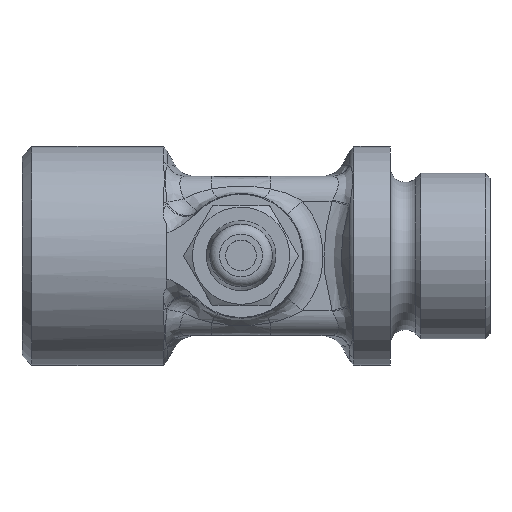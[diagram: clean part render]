
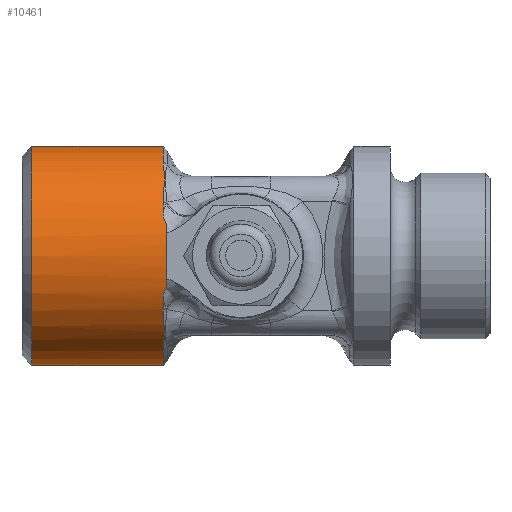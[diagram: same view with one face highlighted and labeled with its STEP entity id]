
A CAD part, top view. The second image highlights one B-rep face of the part: STEP entity #10461.
In plain terms, the highlighted cylindrical face has radius 11 mm (diameter 22 mm), a full revolution.
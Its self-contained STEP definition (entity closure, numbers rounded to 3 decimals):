
#330=CIRCLE('',#10761,11.);
#334=CIRCLE('',#10766,11.);
#337=CIRCLE('',#10770,11.);
#339=CIRCLE('',#10773,11.);
#351=CIRCLE('',#10788,11.);
#352=CIRCLE('',#10790,11.);
#353=CIRCLE('',#10791,11.);
#354=CIRCLE('',#10792,11.);
#412=CYLINDRICAL_SURFACE('',#10789,11.);
#3455=ORIENTED_EDGE('',*,*,#4625,.T.);
#3456=ORIENTED_EDGE('',*,*,#4624,.F.);
#3457=ORIENTED_EDGE('',*,*,#4622,.F.);
#3458=ORIENTED_EDGE('',*,*,#4620,.F.);
#3459=ORIENTED_EDGE('',*,*,#4618,.F.);
#3460=ORIENTED_EDGE('',*,*,#4615,.F.);
#3461=ORIENTED_EDGE('',*,*,#4647,.F.);
#3462=ORIENTED_EDGE('',*,*,#4648,.T.);
#3463=ORIENTED_EDGE('',*,*,#4649,.T.);
#3464=ORIENTED_EDGE('',*,*,#4650,.T.);
#3465=ORIENTED_EDGE('',*,*,#4651,.T.);
#3466=ORIENTED_EDGE('',*,*,#4652,.F.);
#3467=ORIENTED_EDGE('',*,*,#4626,.F.);
#3468=ORIENTED_EDGE('',*,*,#4612,.F.);
#4612=EDGE_CURVE('',#5373,#5374,#330,.F.);
#4615=EDGE_CURVE('',#5376,#5377,#5844,.T.);
#4618=EDGE_CURVE('',#5377,#5378,#334,.F.);
#4620=EDGE_CURVE('',#5378,#5379,#5846,.T.);
#4622=EDGE_CURVE('',#5379,#5380,#337,.F.);
#4624=EDGE_CURVE('',#5380,#5373,#5847,.T.);
#4625=EDGE_CURVE('',#5381,#5381,#339,.F.);
#4626=EDGE_CURVE('',#5374,#5382,#5848,.T.);
#4647=EDGE_CURVE('',#5392,#5376,#351,.F.);
#4648=EDGE_CURVE('',#5392,#5393,#5858,.T.);
#4649=EDGE_CURVE('',#5393,#5394,#352,.T.);
#4650=EDGE_CURVE('',#5394,#5395,#353,.T.);
#4651=EDGE_CURVE('',#5395,#5396,#5859,.T.);
#4652=EDGE_CURVE('',#5382,#5396,#354,.F.);
#5373=VERTEX_POINT('',#18971);
#5374=VERTEX_POINT('',#18973);
#5376=VERTEX_POINT('',#18998);
#5377=VERTEX_POINT('',#19004);
#5378=VERTEX_POINT('',#19012);
#5379=VERTEX_POINT('',#19040);
#5380=VERTEX_POINT('',#19044);
#5381=VERTEX_POINT('',#19074);
#5382=VERTEX_POINT('',#19101);
#5392=VERTEX_POINT('',#19271);
#5393=VERTEX_POINT('',#19279);
#5394=VERTEX_POINT('',#19281);
#5395=VERTEX_POINT('',#19283);
#5396=VERTEX_POINT('',#19289);
#5844=B_SPLINE_CURVE_WITH_KNOTS('',3,(#18999,#19000,#19001,#19002,#19003),
 .UNSPECIFIED.,.F.,.F.,(4,1,4),(0.,0.003,0.006),
 .UNSPECIFIED.);
#5846=B_SPLINE_CURVE_WITH_KNOTS('',3,(#19035,#19036,#19037,#19038,#19039),
 .UNSPECIFIED.,.F.,.F.,(4,1,4),(0.,0.003,
0.006),.UNSPECIFIED.);
#5847=B_SPLINE_CURVE_WITH_KNOTS('',3,(#19067,#19068,#19069,#19070,#19071),
 .UNSPECIFIED.,.F.,.F.,(4,1,4),(0.,0.003,
0.006),.UNSPECIFIED.);
#5848=B_SPLINE_CURVE_WITH_KNOTS('',3,(#19096,#19097,#19098,#19099,#19100),
 .UNSPECIFIED.,.F.,.F.,(4,1,4),(0.,0.003,0.006),
 .UNSPECIFIED.);
#5858=B_SPLINE_CURVE_WITH_KNOTS('',3,(#19274,#19275,#19276,#19277,#19278),
 .UNSPECIFIED.,.F.,.F.,(4,1,4),(0.,0.001,
0.001),.UNSPECIFIED.);
#5859=B_SPLINE_CURVE_WITH_KNOTS('',3,(#19284,#19285,#19286,#19287,#19288),
 .UNSPECIFIED.,.F.,.F.,(4,1,4),(0.,0.001,
0.001),.UNSPECIFIED.);
#6310=EDGE_LOOP('',(#3455));
#6311=EDGE_LOOP('',(#3456,#3457,#3458,#3459,#3460,#3461,#3462,#3463,#3464,
#3465,#3466,#3467,#3468));
#6809=FACE_BOUND('',#6310,.T.);
#6810=FACE_BOUND('',#6311,.T.);
#10461=ADVANCED_FACE('',(#6809,#6810),#412,.T.);
#10761=AXIS2_PLACEMENT_3D('',#18972,#11875,#11876);
#10766=AXIS2_PLACEMENT_3D('',#19011,#11885,#11886);
#10770=AXIS2_PLACEMENT_3D('',#19043,#11893,#11894);
#10773=AXIS2_PLACEMENT_3D('',#19073,#11899,#11900);
#10788=AXIS2_PLACEMENT_3D('',#19272,#11929,#11930);
#10789=AXIS2_PLACEMENT_3D('',#19273,#11931,#11932);
#10790=AXIS2_PLACEMENT_3D('',#19280,#11933,#11934);
#10791=AXIS2_PLACEMENT_3D('',#19282,#11935,#11936);
#10792=AXIS2_PLACEMENT_3D('',#19290,#11937,#11938);
#11875=DIRECTION('',(-1.,0.,0.));
#11876=DIRECTION('',(0.,0.,1.));
#11885=DIRECTION('',(-1.,0.,0.));
#11886=DIRECTION('',(0.,0.,1.));
#11893=DIRECTION('',(-1.,0.,0.));
#11894=DIRECTION('',(0.,0.,1.));
#11899=DIRECTION('',(-1.,0.,0.));
#11900=DIRECTION('',(0.,0.,1.));
#11929=DIRECTION('',(-1.,0.,0.));
#11930=DIRECTION('',(0.,0.,1.));
#11931=DIRECTION('',(-1.,0.,0.));
#11932=DIRECTION('',(0.,0.,1.));
#11933=DIRECTION('',(-1.,0.,0.));
#11934=DIRECTION('',(0.,0.,1.));
#11935=DIRECTION('',(-1.,0.,0.));
#11936=DIRECTION('',(0.,0.,1.));
#11937=DIRECTION('',(-1.,0.,0.));
#11938=DIRECTION('',(0.,0.,1.));
#18971=CARTESIAN_POINT('',(-7.832,9.562,-5.438));
#18972=CARTESIAN_POINT('',(-7.832,0.,0.));
#18973=CARTESIAN_POINT('',(-7.832,9.562,5.438));
#18998=CARTESIAN_POINT('',(-7.832,-5.438,9.562));
#18999=CARTESIAN_POINT('',(-7.832,-5.438,9.562));
#19000=CARTESIAN_POINT('',(-7.832,-6.3,9.072));
#19001=CARTESIAN_POINT('',(-7.558,-7.856,7.884));
#19002=CARTESIAN_POINT('',(-7.832,-9.07,6.302));
#19003=CARTESIAN_POINT('',(-7.832,-9.562,5.438));
#19004=CARTESIAN_POINT('',(-7.832,-9.562,5.438));
#19011=CARTESIAN_POINT('',(-7.832,0.,0.));
#19012=CARTESIAN_POINT('',(-7.832,-9.562,-5.438));
#19035=CARTESIAN_POINT('',(-7.832,-9.562,-5.438));
#19036=CARTESIAN_POINT('',(-7.832,-9.072,-6.3));
#19037=CARTESIAN_POINT('',(-7.558,-7.884,-7.856));
#19038=CARTESIAN_POINT('',(-7.832,-6.302,-9.07));
#19039=CARTESIAN_POINT('',(-7.832,-5.438,-9.562));
#19040=CARTESIAN_POINT('',(-7.832,-5.438,-9.562));
#19043=CARTESIAN_POINT('',(-7.832,0.,0.));
#19044=CARTESIAN_POINT('',(-7.832,5.438,-9.562));
#19067=CARTESIAN_POINT('',(-7.832,5.438,-9.562));
#19068=CARTESIAN_POINT('',(-7.832,6.3,-9.072));
#19069=CARTESIAN_POINT('',(-7.558,7.856,-7.884));
#19070=CARTESIAN_POINT('',(-7.832,9.07,-6.302));
#19071=CARTESIAN_POINT('',(-7.832,9.562,-5.438));
#19073=CARTESIAN_POINT('',(-21.,0.,0.));
#19074=CARTESIAN_POINT('',(-21.,0.,11.));
#19096=CARTESIAN_POINT('',(-7.832,9.562,5.438));
#19097=CARTESIAN_POINT('',(-7.832,9.072,6.3));
#19098=CARTESIAN_POINT('',(-7.558,7.884,7.856));
#19099=CARTESIAN_POINT('',(-7.832,6.302,9.07));
#19100=CARTESIAN_POINT('',(-7.832,5.438,9.562));
#19101=CARTESIAN_POINT('',(-7.832,5.438,9.562));
#19271=CARTESIAN_POINT('',(-7.832,-4.461,10.055));
#19272=CARTESIAN_POINT('',(-7.832,0.,0.));
#19273=CARTESIAN_POINT('',(-30.,0.,0.));
#19274=CARTESIAN_POINT('',(-7.832,-4.461,10.055));
#19275=CARTESIAN_POINT('',(-7.832,-4.257,10.145));
#19276=CARTESIAN_POINT('',(-7.804,-3.852,10.311));
#19277=CARTESIAN_POINT('',(-7.66,-3.431,10.452));
#19278=CARTESIAN_POINT('',(-7.5,-3.279,10.5));
#19279=CARTESIAN_POINT('',(-7.5,-3.279,10.5));
#19280=CARTESIAN_POINT('',(-7.5,0.,0.));
#19281=CARTESIAN_POINT('',(-7.5,0.,11.));
#19282=CARTESIAN_POINT('',(-7.5,0.,0.));
#19283=CARTESIAN_POINT('',(-7.5,3.279,10.5));
#19284=CARTESIAN_POINT('',(-7.5,3.279,10.5));
#19285=CARTESIAN_POINT('',(-7.66,3.432,10.452));
#19286=CARTESIAN_POINT('',(-7.802,3.846,10.313));
#19287=CARTESIAN_POINT('',(-7.832,4.257,10.145));
#19288=CARTESIAN_POINT('',(-7.832,4.461,10.055));
#19289=CARTESIAN_POINT('',(-7.832,4.461,10.055));
#19290=CARTESIAN_POINT('',(-7.832,0.,0.));
